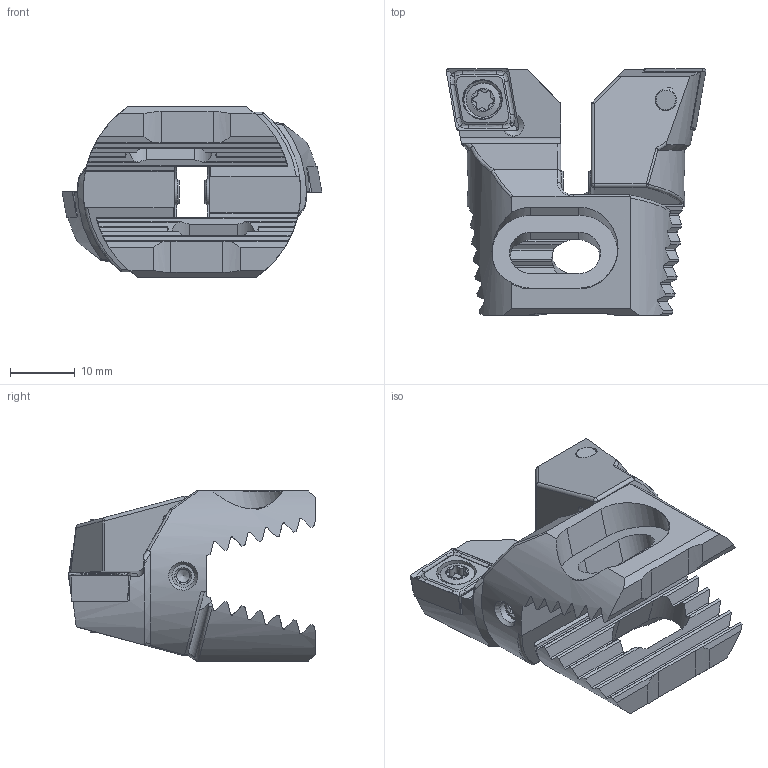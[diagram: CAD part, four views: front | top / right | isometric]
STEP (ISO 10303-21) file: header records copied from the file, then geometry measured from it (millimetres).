
FILE_DESCRIPTION (( 'STEP AP214' ), '1' );
FILE_NAME ('Z32.WCB.B11.021.STEP', '2020-08-14T11:28:04', ( '' ), ( '' ), 'SwSTEP 2.0', 'SolidWorks 2017', '' );
FILE_SCHEMA (( 'AUTOMOTIVE_DESIGN' ));
Length unit declared in the file: millimetre
Products named in the file (5): Z32.WCB.B11.021; CCMT09T304; Z32-xxx.001.021_B; Z32-ER3.001.013_A; WCB-ER2.001.009_A
Assembly tree (8 placements, depth 2):
  Z32.WCB.B11.021
    Z32-xxx.001.021_B  x2
    WCB-ER2.001.009_A  x2
    CCMT09T304  x2
    Z32-ER3.001.013_A  x2
Bounding box: 40 x 38 x 26.2 mm (x, y, z)
Volume: 11870.6 mm3; surface area: 8258 mm2
Topology: 8 solids, 8 shells, 404 faces, 1070 edges, 668 vertices
Faces by surface type: plane 182, cylinder 102, cone 58, bspline 46, sphere 10, torus 6
Full cylindrical faces by diameter (mm): 1.6 x2, 2 x2, 3.3 x4, 3.5 x2, 4 x4, 4.4 x2, 5.25 x2, 6.1 x2
Entity records: 7445 total; most frequent: CARTESIAN_POINT 2384, ORIENTED_EDGE 996, DIRECTION 762, EDGE_CURVE 498, VERTEX_POINT 328, AXIS2_PLACEMENT_3D 282, EDGE_LOOP 234, FACE_OUTER_BOUND 217
